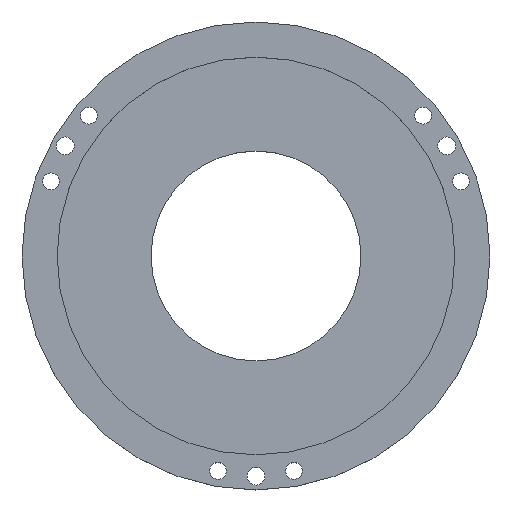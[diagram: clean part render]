
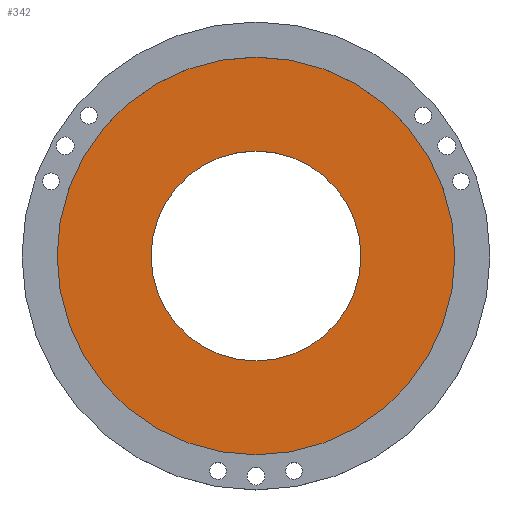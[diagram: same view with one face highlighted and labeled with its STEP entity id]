
A CAD part, top view. The second image highlights one B-rep face of the part: STEP entity #342.
In plain terms, the highlighted planar face has unit normal (0, 0, 1).
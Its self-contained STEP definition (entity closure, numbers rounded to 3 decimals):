
#26=FACE_BOUND('',#88,.T.);
#40=PLANE('',#400);
#57=FACE_OUTER_BOUND('',#87,.T.);
#87=EDGE_LOOP('',(#291));
#88=EDGE_LOOP('',(#292));
#156=CIRCLE('',#399,39.1);
#157=CIRCLE('',#401,20.625);
#184=VERTEX_POINT('',#592);
#185=VERTEX_POINT('',#596);
#224=EDGE_CURVE('',#184,#184,#156,.T.);
#225=EDGE_CURVE('',#185,#185,#157,.T.);
#291=ORIENTED_EDGE('',*,*,#224,.F.);
#292=ORIENTED_EDGE('',*,*,#225,.F.);
#342=ADVANCED_FACE('',(#57,#26),#40,.T.);
#399=AXIS2_PLACEMENT_3D('',#594,#498,#499);
#400=AXIS2_PLACEMENT_3D('',#595,#500,#501);
#401=AXIS2_PLACEMENT_3D('',#597,#502,#503);
#498=DIRECTION('center_axis',(0.,0.,-1.));
#499=DIRECTION('ref_axis',(-1.,0.,0.));
#500=DIRECTION('center_axis',(0.,0.,1.));
#501=DIRECTION('ref_axis',(-1.,0.,0.));
#502=DIRECTION('center_axis',(0.,0.,1.));
#503=DIRECTION('ref_axis',(1.,0.,0.));
#592=CARTESIAN_POINT('',(39.1,0.,-5.));
#594=CARTESIAN_POINT('Origin',(0.,0.,-5.));
#595=CARTESIAN_POINT('Origin',(0.,0.,-5.));
#596=CARTESIAN_POINT('',(-20.625,0.,-5.));
#597=CARTESIAN_POINT('Origin',(0.,0.,-5.));
